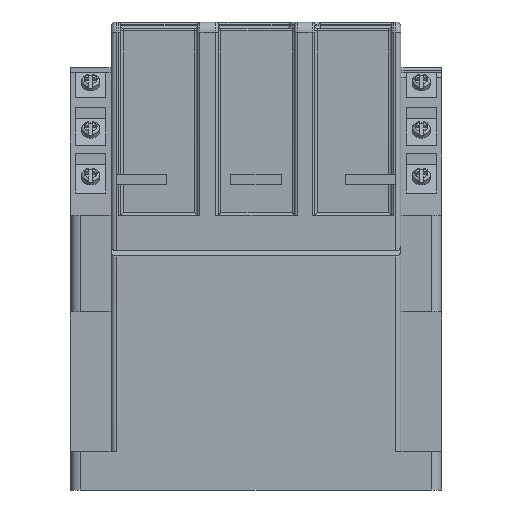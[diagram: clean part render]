
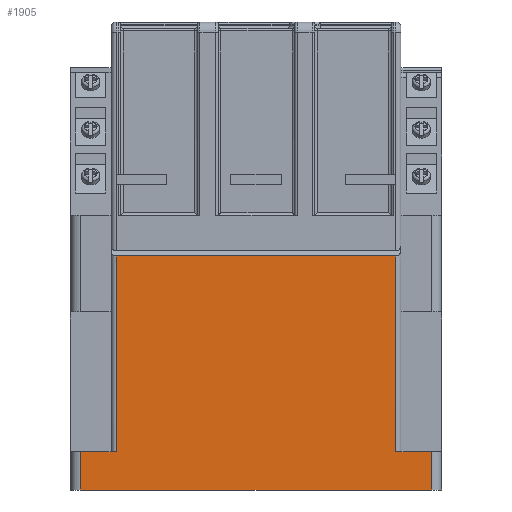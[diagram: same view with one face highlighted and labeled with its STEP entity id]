
A CAD part, front view. The second image highlights one B-rep face of the part: STEP entity #1905.
In plain terms, the highlighted planar face has unit normal (0, -1, 0).
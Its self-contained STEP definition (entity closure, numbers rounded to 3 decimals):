
#215 = ORIENTED_EDGE ( 'NONE', *, *, #1531, .T. ) ;
#1012 = VERTEX_POINT ( 'NONE', #19209 ) ;
#1531 = EDGE_CURVE ( 'NONE', #30583, #4610, #19423, .T. ) ;
#1905 = ADVANCED_FACE ( 'NONE', ( #2940 ), #29906, .F. ) ;
#1926 = LINE ( 'NONE', #28873, #11723 ) ;
#2661 = DIRECTION ( 'NONE',  ( 0., 0., -1. ) ) ;
#2745 = VECTOR ( 'NONE', #4272, 1000. ) ;
#2940 = FACE_OUTER_BOUND ( 'NONE', #6349, .T. ) ;
#3587 = VECTOR ( 'NONE', #18020, 1000. ) ;
#4272 = DIRECTION ( 'NONE',  ( 0., 0., 1. ) ) ;
#4610 = VERTEX_POINT ( 'NONE', #31391 ) ;
#4839 = CARTESIAN_POINT ( 'NONE',  ( 69., -75., 0. ) ) ;
#5059 = CARTESIAN_POINT ( 'NONE',  ( 73., -75., 92. ) ) ;
#5349 = ORIENTED_EDGE ( 'NONE', *, *, #7811, .F. ) ;
#6349 = EDGE_LOOP ( 'NONE', ( #12511, #31900, #29177, #15281, #215, #12920, #13130, #5349 ) ) ;
#6621 = DIRECTION ( 'NONE',  ( 1., 0., 0. ) ) ;
#7657 = CARTESIAN_POINT ( 'NONE',  ( 73., -75., 0. ) ) ;
#7712 = CARTESIAN_POINT ( 'NONE',  ( -69., -75., 15. ) ) ;
#7811 = EDGE_CURVE ( 'NONE', #27424, #1012, #20277, .T. ) ;
#10168 = CARTESIAN_POINT ( 'NONE',  ( -55., -75., 15. ) ) ;
#11507 = EDGE_CURVE ( 'NONE', #4610, #23282, #24196, .T. ) ;
#11723 = VECTOR ( 'NONE', #2661, 1000. ) ;
#12511 = ORIENTED_EDGE ( 'NONE', *, *, #18849, .T. ) ;
#12686 = VERTEX_POINT ( 'NONE', #29538 ) ;
#12920 = ORIENTED_EDGE ( 'NONE', *, *, #11507, .T. ) ;
#12943 = CARTESIAN_POINT ( 'NONE',  ( 55., -75., 15. ) ) ;
#13076 = EDGE_CURVE ( 'NONE', #23282, #1012, #31119, .T. ) ;
#13130 = ORIENTED_EDGE ( 'NONE', *, *, #13076, .T. ) ;
#13204 = EDGE_CURVE ( 'NONE', #12686, #20919, #1926, .T. ) ;
#13358 = LINE ( 'NONE', #26998, #17890 ) ;
#13636 = VECTOR ( 'NONE', #18415, 1000. ) ;
#15210 = LINE ( 'NONE', #5059, #33292 ) ;
#15281 = ORIENTED_EDGE ( 'NONE', *, *, #22131, .F. ) ;
#15426 = DIRECTION ( 'NONE',  ( -1., 0., 0. ) ) ;
#16790 = DIRECTION ( 'NONE',  ( -1., 0., 0. ) ) ;
#17890 = VECTOR ( 'NONE', #18837, 1000. ) ;
#18020 = DIRECTION ( 'NONE',  ( 1., 0., 0. ) ) ;
#18415 = DIRECTION ( 'NONE',  ( 0., 0., -1. ) ) ;
#18837 = DIRECTION ( 'NONE',  ( 1., 0., 0. ) ) ;
#18849 = EDGE_CURVE ( 'NONE', #27424, #30776, #28831, .T. ) ;
#19209 = CARTESIAN_POINT ( 'NONE',  ( 69., -75., 15. ) ) ;
#19326 = CARTESIAN_POINT ( 'NONE',  ( 73., -75., 15. ) ) ;
#19423 = LINE ( 'NONE', #7712, #13636 ) ;
#20277 = LINE ( 'NONE', #22407, #21923 ) ;
#20919 = VERTEX_POINT ( 'NONE', #10168 ) ;
#21923 = VECTOR ( 'NONE', #6621, 1000. ) ;
#22131 = EDGE_CURVE ( 'NONE', #30583, #20919, #13358, .T. ) ;
#22407 = CARTESIAN_POINT ( 'NONE',  ( 73., -75., 15. ) ) ;
#23154 = CARTESIAN_POINT ( 'NONE',  ( 69., -75., 15. ) ) ;
#23282 = VERTEX_POINT ( 'NONE', #4839 ) ;
#23502 = DIRECTION ( 'NONE',  ( 0., 0., 1. ) ) ;
#24196 = LINE ( 'NONE', #7657, #3587 ) ;
#24393 = CARTESIAN_POINT ( 'NONE',  ( 55., -75., 92. ) ) ;
#26368 = VECTOR ( 'NONE', #23502, 1000. ) ;
#26998 = CARTESIAN_POINT ( 'NONE',  ( 73., -75., 15. ) ) ;
#27361 = DIRECTION ( 'NONE',  ( 0., 1., 0. ) ) ;
#27424 = VERTEX_POINT ( 'NONE', #12943 ) ;
#28169 = CARTESIAN_POINT ( 'NONE',  ( -69., -75., 15. ) ) ;
#28831 = LINE ( 'NONE', #31053, #26368 ) ;
#28873 = CARTESIAN_POINT ( 'NONE',  ( -55., -75., 15. ) ) ;
#29177 = ORIENTED_EDGE ( 'NONE', *, *, #13204, .T. ) ;
#29538 = CARTESIAN_POINT ( 'NONE',  ( -55., -75., 92. ) ) ;
#29906 = PLANE ( 'NONE',  #30525 ) ;
#30525 = AXIS2_PLACEMENT_3D ( 'NONE', #19326, #27361, #16790 ) ;
#30583 = VERTEX_POINT ( 'NONE', #28169 ) ;
#30776 = VERTEX_POINT ( 'NONE', #24393 ) ;
#31053 = CARTESIAN_POINT ( 'NONE',  ( 55., -75., 15. ) ) ;
#31119 = LINE ( 'NONE', #23154, #2745 ) ;
#31391 = CARTESIAN_POINT ( 'NONE',  ( -69., -75., 0. ) ) ;
#31900 = ORIENTED_EDGE ( 'NONE', *, *, #31908, .T. ) ;
#31908 = EDGE_CURVE ( 'NONE', #30776, #12686, #15210, .T. ) ;
#33292 = VECTOR ( 'NONE', #15426, 1000. ) ;
